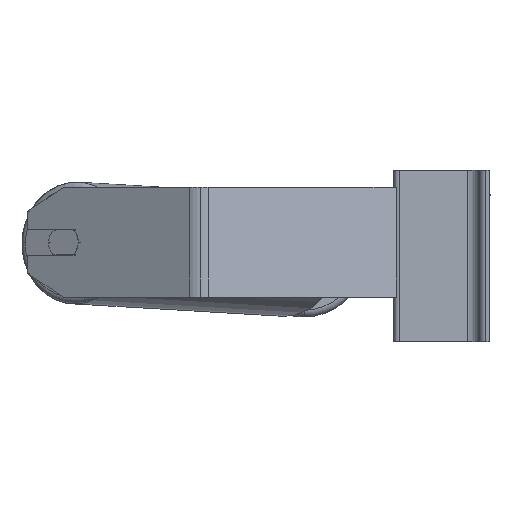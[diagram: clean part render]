
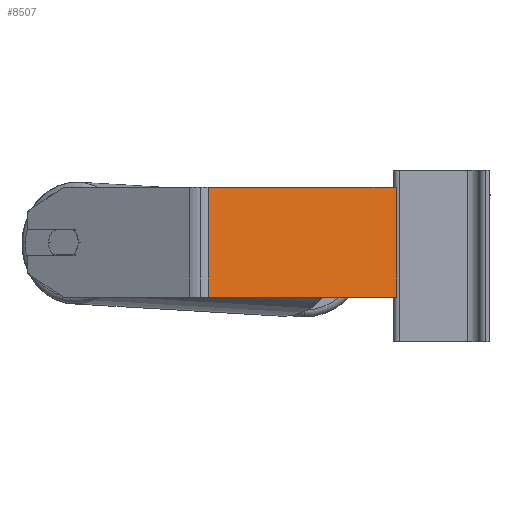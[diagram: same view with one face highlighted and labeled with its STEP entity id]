
A CAD part, left-side view. The second image highlights one B-rep face of the part: STEP entity #8507.
In plain terms, the highlighted planar face has unit normal (-0.94, -0.342, 0).
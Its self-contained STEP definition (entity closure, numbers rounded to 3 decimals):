
#265 = VECTOR ( 'NONE', #1650, 1000. ) ;
#470 = CARTESIAN_POINT ( 'NONE',  ( -537.446, 153.125, 50. ) ) ;
#676 = CARTESIAN_POINT ( 'NONE',  ( -539.998, 160.136, 50. ) ) ;
#1267 = LINE ( 'NONE', #10312, #1370 ) ;
#1370 = VECTOR ( 'NONE', #6273, 1000. ) ;
#1438 = ORIENTED_EDGE ( 'NONE', *, *, #9615, .T. ) ;
#1466 = ORIENTED_EDGE ( 'NONE', *, *, #9330, .F. ) ;
#1586 = LINE ( 'NONE', #3264, #8673 ) ;
#1650 = DIRECTION ( 'NONE',  ( 0., 0., -1. ) ) ;
#2461 = DIRECTION ( 'NONE',  ( 0.342, -0.94, 0. ) ) ;
#3264 = CARTESIAN_POINT ( 'NONE',  ( -539.998, 160.136, -30. ) ) ;
#3624 = EDGE_CURVE ( 'NONE', #9606, #4021, #5631, .T. ) ;
#4021 = VERTEX_POINT ( 'NONE', #10520 ) ;
#4153 = EDGE_CURVE ( 'NONE', #7638, #4021, #1586, .T. ) ;
#4173 = CARTESIAN_POINT ( 'NONE',  ( -487.518, 15.948, 50. ) ) ;
#4189 = EDGE_LOOP ( 'NONE', ( #6125, #7195, #1466, #1438 ) ) ;
#4238 = CARTESIAN_POINT ( 'NONE',  ( -537.446, 153.125, -30. ) ) ;
#4757 = DIRECTION ( 'NONE',  ( 0.94, 0.342, 0. ) ) ;
#4917 = PLANE ( 'NONE',  #9770 ) ;
#5631 = LINE ( 'NONE', #4173, #265 ) ;
#6125 = ORIENTED_EDGE ( 'NONE', *, *, #4153, .T. ) ;
#6273 = DIRECTION ( 'NONE',  ( 0., 0., -1. ) ) ;
#6540 = DIRECTION ( 'NONE',  ( 0.342, -0.94, 0. ) ) ;
#7183 = CARTESIAN_POINT ( 'NONE',  ( -487.518, 15.948, 50. ) ) ;
#7195 = ORIENTED_EDGE ( 'NONE', *, *, #3624, .F. ) ;
#7341 = DIRECTION ( 'NONE',  ( -0.342, 0.94, 0. ) ) ;
#7638 = VERTEX_POINT ( 'NONE', #4238 ) ;
#7883 = VECTOR ( 'NONE', #2461, 1000. ) ;
#8093 = FACE_OUTER_BOUND ( 'NONE', #4189, .T. ) ;
#8105 = CARTESIAN_POINT ( 'NONE',  ( -539.998, 160.136, 50. ) ) ;
#8507 = ADVANCED_FACE ( 'NONE', ( #8093 ), #4917, .F. ) ;
#8673 = VECTOR ( 'NONE', #6540, 1000. ) ;
#9214 = VERTEX_POINT ( 'NONE', #470 ) ;
#9330 = EDGE_CURVE ( 'NONE', #9214, #9606, #10644, .T. ) ;
#9606 = VERTEX_POINT ( 'NONE', #7183 ) ;
#9615 = EDGE_CURVE ( 'NONE', #9214, #7638, #1267, .T. ) ;
#9770 = AXIS2_PLACEMENT_3D ( 'NONE', #676, #4757, #7341 ) ;
#10312 = CARTESIAN_POINT ( 'NONE',  ( -537.446, 153.125, 50. ) ) ;
#10520 = CARTESIAN_POINT ( 'NONE',  ( -487.518, 15.948, -30. ) ) ;
#10644 = LINE ( 'NONE', #8105, #7883 ) ;
